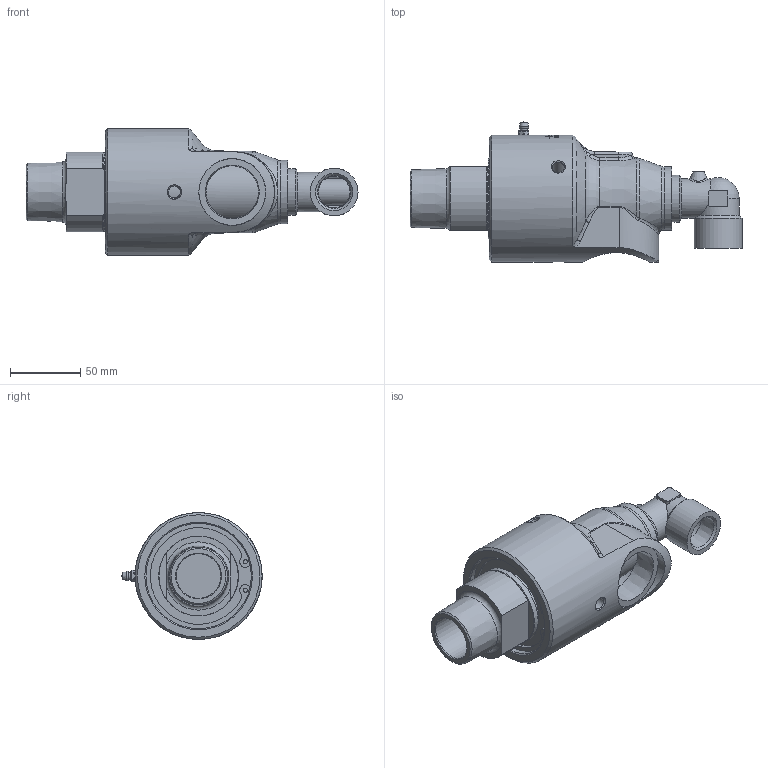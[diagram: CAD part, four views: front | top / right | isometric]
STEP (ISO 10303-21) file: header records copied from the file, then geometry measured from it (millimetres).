
FILE_DESCRIPTION(/* description */ (''),/* implementation_level */ '2;1');
FILE_NAME(/* name */ '525-000-001104-IC.stp',/* time_stamp */ '2020-05-13T13:05:08-05:00',/* author */ ('GALINDOLM'),/* organization */ (''),/* preprocessor_version */ 'ST-DEVELOPER v18',/* originating_system */ 'Autodesk Inventor 2020',/* authorisation */ '');
FILE_SCHEMA (('AUTOMOTIVE_DESIGN { 1 0 10303 214 3 1 1 }'));
Products named in the file (1): 525-000-001104-IC
Bounding box: 236.63 x 99.91 x 90.5 mm (x, y, z)
Volume: 656654 mm3; surface area: 78882.5 mm2
Topology: 1 solids, 2 shells, 512 faces, 1363 edges, 904 vertices
Faces by surface type: bspline 227, plane 143, cylinder 87, cone 43, torus 11, sphere 1
Full cylindrical faces by diameter (mm): 2.005 x1, 3 x2, 3.5 x1, 5.359 x1, 8.6 x3, 22.631 x1, 28 x1, 31.8 x1, 34 x1, 47.6 x1, 50.05 x1, 57 x1, 75.08 x1, 90.5 x1
Entity records: 67702 total; most frequent: CARTESIAN_POINT 55837, ORIENTED_EDGE 2720, DIRECTION 1908, EDGE_CURVE 1360, VERTEX_POINT 904, AXIS2_PLACEMENT_3D 728, EDGE_LOOP 565, FACE_OUTER_BOUND 512
